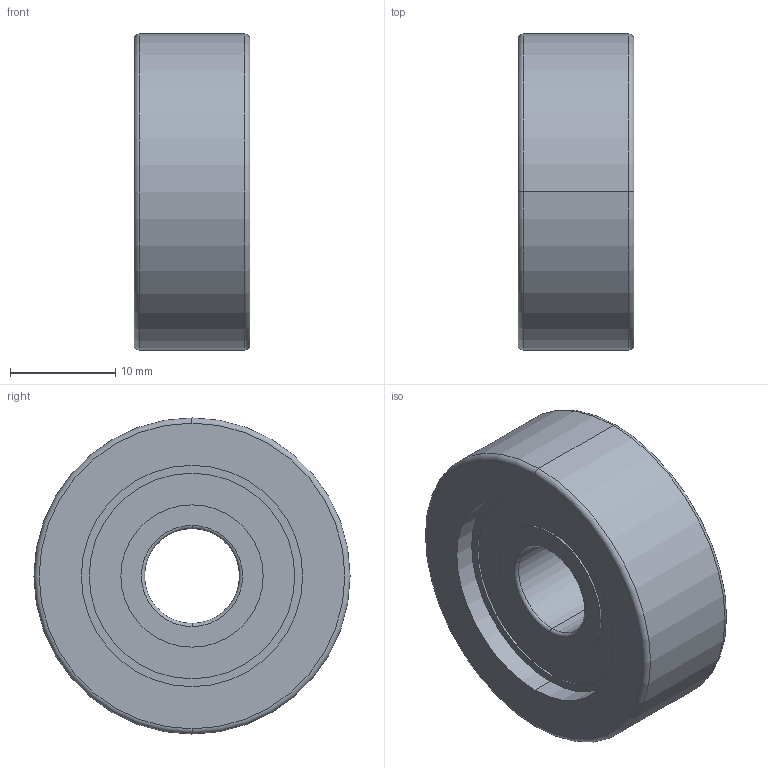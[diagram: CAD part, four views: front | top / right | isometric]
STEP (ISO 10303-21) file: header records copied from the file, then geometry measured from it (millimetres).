
FILE_DESCRIPTION (( 'STEP AP214' ), '1' );
FILE_NAME ('K0028229_FPVO-030-11-07-K09_(A-05).step', '2019-05-16T10:28:36', ( '' ), ( '' ), 'SwSTEP 2.0', 'SolidWorks 2018', '' );
FILE_SCHEMA (( 'AUTOMOTIVE_DESIGN' ));
Length unit declared in the file: millimetre
Products named in the file (1): K0028229_FPVO-030-11-07-K09_(A-05)
Bounding box: 11 x 30 x 30 mm (x, y, z)
Volume: 4826.5 mm3; surface area: 5889.4 mm2
Topology: 2 solids, 5 shells, 60 faces, 120 edges, 72 vertices
Faces by surface type: cylinder 28, torus 20, plane 12
Entity records: 2301 total; most frequent: DIRECTION 334, CARTESIAN_POINT 253, ORIENTED_EDGE 240, AXIS2_PLACEMENT_3D 153, EDGE_CURVE 120, CIRCLE 92, VERTEX_POINT 72, EDGE_LOOP 72
